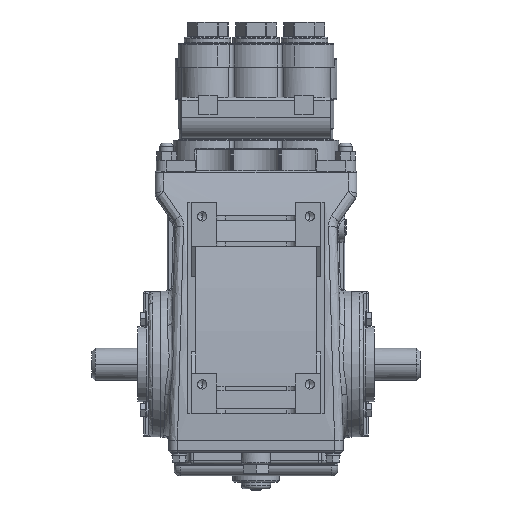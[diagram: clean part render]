
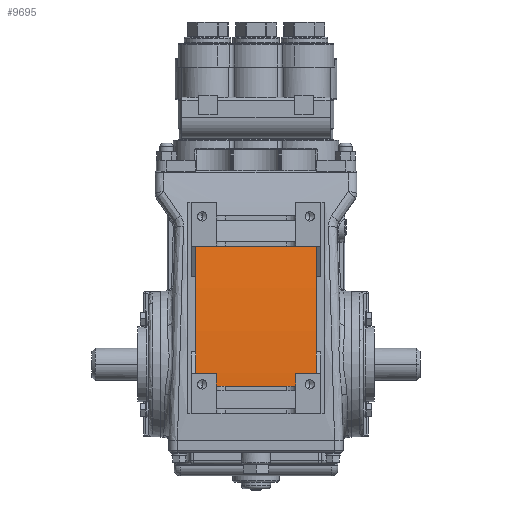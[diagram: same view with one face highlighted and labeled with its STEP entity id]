
A CAD part, front view. The second image highlights one B-rep face of the part: STEP entity #9695.
In plain terms, the highlighted cylindrical face has radius 634.291 mm (diameter 1268.58 mm), a partial arc.
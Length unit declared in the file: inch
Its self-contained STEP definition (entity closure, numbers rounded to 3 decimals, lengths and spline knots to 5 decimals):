
#9160 = VERTEX_POINT ( 'NONE', #34047 ) ;
#9164 = EDGE_CURVE ( 'NONE', #9160, #23915, #34042, .T. ) ;
#9238 = EDGE_CURVE ( 'NONE', #9284, #9160, #34253, .T. ) ;
#9250 = EDGE_CURVE ( 'NONE', #23872, #9284, #34327, .T. ) ;
#9284 = VERTEX_POINT ( 'NONE', #34339 ) ;
#9668 = ORIENTED_EDGE ( 'NONE', *, *, #23967, .F. ) ;
#9669 = ORIENTED_EDGE ( 'NONE', *, *, #23919, .F. ) ;
#9670 = ORIENTED_EDGE ( 'NONE', *, *, #9164, .F. ) ;
#9671 = ORIENTED_EDGE ( 'NONE', *, *, #9238, .F. ) ;
#9695 = ADVANCED_FACE ( 'NONE', ( #35916 ), #35961, .T. ) ;
#9698 = EDGE_LOOP ( 'NONE', ( #9701, #9702, #9705, #9706, #9668, #9669, #9670, #9671 ) ) ;
#9701 = ORIENTED_EDGE ( 'NONE', *, *, #9250, .F. ) ;
#9702 = ORIENTED_EDGE ( 'NONE', *, *, #23871, .F. ) ;
#9705 = ORIENTED_EDGE ( 'NONE', *, *, #23856, .F. ) ;
#9706 = ORIENTED_EDGE ( 'NONE', *, *, #23843, .F. ) ;
#23445 = CARTESIAN_POINT ( 'NONE',  ( 1.165, -2.33335, -0.64 ) ) ;
#23720 = DIRECTION ( 'NONE',  ( -1., 0., 0. ) ) ;
#23722 = VECTOR ( 'NONE', #23720, 39.37008 ) ;
#23724 = CARTESIAN_POINT ( 'NONE',  ( 2.95, -2.31469, -0.265 ) ) ;
#23725 = LINE ( 'NONE', #23724, #23722 ) ;
#23732 = CARTESIAN_POINT ( 'NONE',  ( 1.76, -2.31469, -0.265 ) ) ;
#23771 = CARTESIAN_POINT ( 'NONE',  ( 1.165, -2.31469, -0.265 ) ) ;
#23791 = VERTEX_POINT ( 'NONE', #23445 ) ;
#23841 = VERTEX_POINT ( 'NONE', #23732 ) ;
#23843 = EDGE_CURVE ( 'NONE', #23841, #23854, #23725, .T. ) ;
#23854 = VERTEX_POINT ( 'NONE', #23771 ) ;
#23856 = EDGE_CURVE ( 'NONE', #23854, #23791, #23896, .T. ) ;
#23871 = EDGE_CURVE ( 'NONE', #23791, #23872, #23965, .T. ) ;
#23872 = VERTEX_POINT ( 'NONE', #23955 ) ;
#23891 = DIRECTION ( 'NONE',  ( 0., 0., 1. ) ) ;
#23892 = DIRECTION ( 'NONE',  ( 1., 0., 0. ) ) ;
#23893 = CARTESIAN_POINT ( 'NONE',  ( 1.165, 22.61652, -1.69306 ) ) ;
#23895 = AXIS2_PLACEMENT_3D ( 'NONE', #23893, #23892, #23891 ) ;
#23896 = CIRCLE ( 'NONE', #23895, 24.97208 ) ;
#23915 = VERTEX_POINT ( 'NONE', #24104 ) ;
#23919 = EDGE_CURVE ( 'NONE', #23915, #23964, #24099, .T. ) ;
#23955 = CARTESIAN_POINT ( 'NONE',  ( -1.165, -2.33335, -0.64 ) ) ;
#23958 = DIRECTION ( 'NONE',  ( -1., 0., 0. ) ) ;
#23959 = VECTOR ( 'NONE', #23958, 39.37008 ) ;
#23961 = CARTESIAN_POINT ( 'NONE',  ( 2.95, -2.33335, -0.64 ) ) ;
#23964 = VERTEX_POINT ( 'NONE', #24237 ) ;
#23965 = LINE ( 'NONE', #23961, #23959 ) ;
#23967 = EDGE_CURVE ( 'NONE', #23964, #23841, #24231, .T. ) ;
#24095 = DIRECTION ( 'NONE',  ( 1., 0., 0. ) ) ;
#24097 = VECTOR ( 'NONE', #24095, 39.37008 ) ;
#24098 = CARTESIAN_POINT ( 'NONE',  ( 2.95, -1.8181, 3.46 ) ) ;
#24099 = LINE ( 'NONE', #24098, #24097 ) ;
#24104 = CARTESIAN_POINT ( 'NONE',  ( -1.76, -1.8181, 3.46 ) ) ;
#24226 = DIRECTION ( 'NONE',  ( 0., 0., 1. ) ) ;
#24227 = DIRECTION ( 'NONE',  ( 1., 0., 0. ) ) ;
#24229 = CARTESIAN_POINT ( 'NONE',  ( 1.76, 22.61652, -1.69306 ) ) ;
#24230 = AXIS2_PLACEMENT_3D ( 'NONE', #24229, #24227, #24226 ) ;
#24231 = CIRCLE ( 'NONE', #24230, 24.97208 ) ;
#24237 = CARTESIAN_POINT ( 'NONE',  ( 1.76, -1.8181, 3.46 ) ) ;
#34036 = DIRECTION ( 'NONE',  ( 0., 0., -1. ) ) ;
#34039 = DIRECTION ( 'NONE',  ( -1., 0., 0. ) ) ;
#34040 = CARTESIAN_POINT ( 'NONE',  ( -1.76, 22.61652, -1.69306 ) ) ;
#34041 = AXIS2_PLACEMENT_3D ( 'NONE', #34040, #34039, #34036 ) ;
#34042 = CIRCLE ( 'NONE', #34041, 24.97208 ) ;
#34047 = CARTESIAN_POINT ( 'NONE',  ( -1.76, -2.31469, -0.265 ) ) ;
#34249 = DIRECTION ( 'NONE',  ( -1., 0., 0. ) ) ;
#34250 = VECTOR ( 'NONE', #34249, 39.37008 ) ;
#34251 = CARTESIAN_POINT ( 'NONE',  ( 2.95, -2.31469, -0.265 ) ) ;
#34253 = LINE ( 'NONE', #34251, #34250 ) ;
#34313 = DIRECTION ( 'NONE',  ( 0., 0., -1. ) ) ;
#34315 = DIRECTION ( 'NONE',  ( -1., 0., 0. ) ) ;
#34316 = CARTESIAN_POINT ( 'NONE',  ( -1.165, 22.61652, -1.69306 ) ) ;
#34317 = AXIS2_PLACEMENT_3D ( 'NONE', #34316, #34315, #34313 ) ;
#34327 = CIRCLE ( 'NONE', #34317, 24.97208 ) ;
#34339 = CARTESIAN_POINT ( 'NONE',  ( -1.165, -2.31469, -0.265 ) ) ;
#35916 = FACE_OUTER_BOUND ( 'NONE', #9698, .T. ) ;
#35953 = DIRECTION ( 'NONE',  ( 0., 0., 1. ) ) ;
#35954 = DIRECTION ( 'NONE',  ( -1., 0., 0. ) ) ;
#35956 = CARTESIAN_POINT ( 'NONE',  ( 2.95, 22.61652, -1.69306 ) ) ;
#35957 = AXIS2_PLACEMENT_3D ( 'NONE', #35956, #35954, #35953 ) ;
#35961 = CYLINDRICAL_SURFACE ( 'NONE', #35957, 24.97208 ) ;
